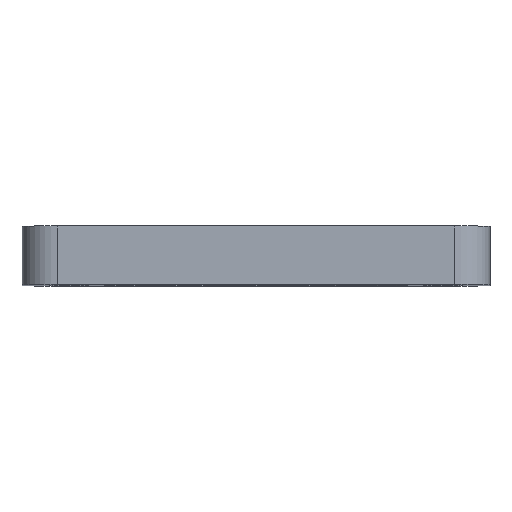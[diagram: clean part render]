
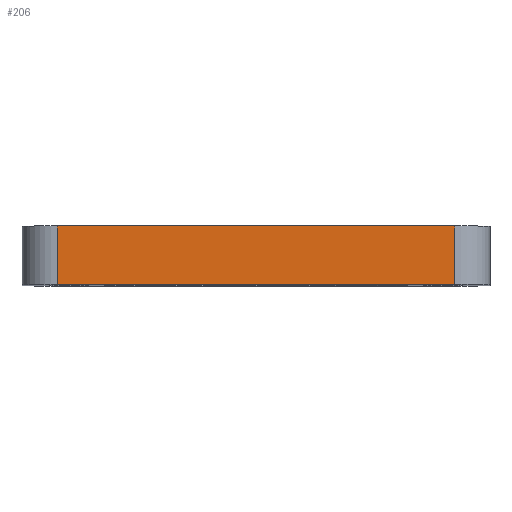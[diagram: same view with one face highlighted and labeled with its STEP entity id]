
A CAD part, top view. The second image highlights one B-rep face of the part: STEP entity #206.
In plain terms, the highlighted planar face has unit normal (0, 0, 1).
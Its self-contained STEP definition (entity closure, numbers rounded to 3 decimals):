
#7 = ORIENTED_EDGE ( 'NONE', *, *, #104, .T. ) ;
#22 = FACE_OUTER_BOUND ( 'NONE', #288, .T. ) ;
#30 = DIRECTION ( 'NONE',  ( 1., 0., 0. ) ) ;
#36 = VERTEX_POINT ( 'NONE', #525 ) ;
#66 = VERTEX_POINT ( 'NONE', #299 ) ;
#104 = EDGE_CURVE ( 'NONE', #441, #128, #322, .T. ) ;
#108 = CARTESIAN_POINT ( 'NONE',  ( -20., 5., 20. ) ) ;
#111 = VECTOR ( 'NONE', #617, 1000. ) ;
#112 = CARTESIAN_POINT ( 'NONE',  ( 17., 5., 20. ) ) ;
#128 = VERTEX_POINT ( 'NONE', #199 ) ;
#150 = DIRECTION ( 'NONE',  ( 0., -1., 0. ) ) ;
#199 = CARTESIAN_POINT ( 'NONE',  ( 17., 0., 20. ) ) ;
#205 = CARTESIAN_POINT ( 'NONE',  ( -20., 5., 20. ) ) ;
#206 = ADVANCED_FACE ( 'NONE', ( #22 ), #255, .F. ) ;
#237 = VECTOR ( 'NONE', #684, 1000. ) ;
#255 = PLANE ( 'NONE',  #742 ) ;
#270 = ORIENTED_EDGE ( 'NONE', *, *, #584, .T. ) ;
#279 = EDGE_CURVE ( 'NONE', #128, #36, #333, .T. ) ;
#288 = EDGE_LOOP ( 'NONE', ( #568, #270, #7, #504 ) ) ;
#299 = CARTESIAN_POINT ( 'NONE',  ( -17., 5., 20. ) ) ;
#311 = DIRECTION ( 'NONE',  ( 0., 0., -1. ) ) ;
#322 = LINE ( 'NONE', #653, #729 ) ;
#333 = LINE ( 'NONE', #112, #111 ) ;
#344 = EDGE_CURVE ( 'NONE', #66, #36, #448, .T. ) ;
#389 = LINE ( 'NONE', #670, #410 ) ;
#410 = VECTOR ( 'NONE', #150, 1000. ) ;
#440 = DIRECTION ( 'NONE',  ( -1., 0., 0. ) ) ;
#441 = VERTEX_POINT ( 'NONE', #632 ) ;
#448 = LINE ( 'NONE', #108, #237 ) ;
#504 = ORIENTED_EDGE ( 'NONE', *, *, #279, .T. ) ;
#525 = CARTESIAN_POINT ( 'NONE',  ( 17., 5., 20. ) ) ;
#568 = ORIENTED_EDGE ( 'NONE', *, *, #344, .F. ) ;
#584 = EDGE_CURVE ( 'NONE', #66, #441, #389, .T. ) ;
#617 = DIRECTION ( 'NONE',  ( 0., 1., 0. ) ) ;
#632 = CARTESIAN_POINT ( 'NONE',  ( -17., 0., 20. ) ) ;
#653 = CARTESIAN_POINT ( 'NONE',  ( -20., 0., 20. ) ) ;
#670 = CARTESIAN_POINT ( 'NONE',  ( -17., 5., 20. ) ) ;
#684 = DIRECTION ( 'NONE',  ( 1., 0., 0. ) ) ;
#729 = VECTOR ( 'NONE', #30, 1000. ) ;
#742 = AXIS2_PLACEMENT_3D ( 'NONE', #205, #311, #440 ) ;
